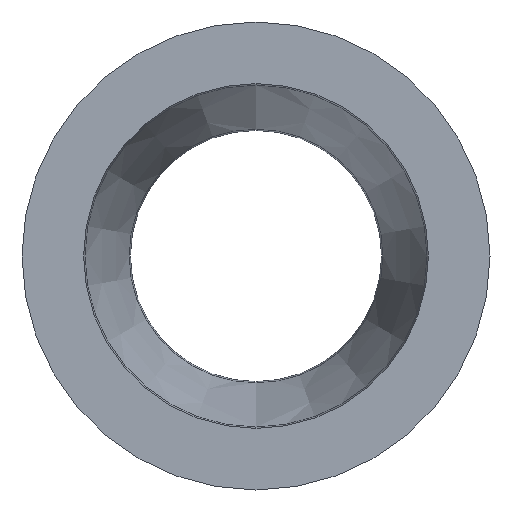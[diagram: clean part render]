
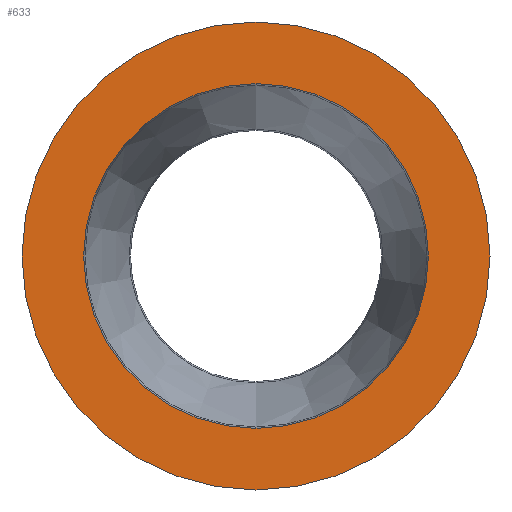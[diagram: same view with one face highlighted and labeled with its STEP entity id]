
A CAD part, left-side view. The second image highlights one B-rep face of the part: STEP entity #633.
In plain terms, the highlighted planar face has unit normal (-1, 0, 0).
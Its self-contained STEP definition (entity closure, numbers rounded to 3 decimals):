
#23 = EDGE_CURVE ( 'NONE', #1090, #569, #1004, .T. ) ;
#55 = VERTEX_POINT ( 'NONE', #1145 ) ;
#64 = EDGE_CURVE ( 'NONE', #138, #55, #780, .T. ) ;
#88 = EDGE_CURVE ( 'NONE', #55, #138, #440, .T. ) ;
#110 = DIRECTION ( 'NONE',  ( -1., 0., 0. ) ) ;
#112 = EDGE_CURVE ( 'NONE', #569, #1090, #697, .T. ) ;
#114 = CARTESIAN_POINT ( 'NONE',  ( -63., 0., 0. ) ) ;
#116 = FACE_OUTER_BOUND ( 'NONE', #643, .T. ) ;
#138 = VERTEX_POINT ( 'NONE', #445 ) ;
#194 = DIRECTION ( 'NONE',  ( -1., 0., 0. ) ) ;
#204 = DIRECTION ( 'NONE',  ( -1., 0., 0. ) ) ;
#220 = DIRECTION ( 'NONE',  ( 0., 0., 1. ) ) ;
#224 = EDGE_LOOP ( 'NONE', ( #985, #442 ) ) ;
#235 = CARTESIAN_POINT ( 'NONE',  ( -63., 0., 35. ) ) ;
#247 = AXIS2_PLACEMENT_3D ( 'NONE', #719, #110, #810 ) ;
#318 = AXIS2_PLACEMENT_3D ( 'NONE', #114, #815, #220 ) ;
#359 = PLANE ( 'NONE',  #458 ) ;
#416 = ORIENTED_EDGE ( 'NONE', *, *, #88, .T. ) ;
#440 = CIRCLE ( 'NONE', #247, 47.5 ) ;
#442 = ORIENTED_EDGE ( 'NONE', *, *, #23, .F. ) ;
#445 = CARTESIAN_POINT ( 'NONE',  ( -63., 0., 47.5 ) ) ;
#458 = AXIS2_PLACEMENT_3D ( 'NONE', #772, #1178, #682 ) ;
#569 = VERTEX_POINT ( 'NONE', #235 ) ;
#603 = ORIENTED_EDGE ( 'NONE', *, *, #64, .T. ) ;
#633 = ADVANCED_FACE ( 'NONE', ( #845, #116 ), #359, .F. ) ;
#643 = EDGE_LOOP ( 'NONE', ( #603, #416 ) ) ;
#682 = DIRECTION ( 'NONE',  ( 0., 0., -1. ) ) ;
#697 = CIRCLE ( 'NONE', #318, 35. ) ;
#719 = CARTESIAN_POINT ( 'NONE',  ( -63., 0., 0. ) ) ;
#772 = CARTESIAN_POINT ( 'NONE',  ( -63., 47.5, 0. ) ) ;
#780 = CIRCLE ( 'NONE', #1200, 47.5 ) ;
#801 = CARTESIAN_POINT ( 'NONE',  ( -63., 0., 0. ) ) ;
#810 = DIRECTION ( 'NONE',  ( 0., 0., 1. ) ) ;
#815 = DIRECTION ( 'NONE',  ( -1., 0., 0. ) ) ;
#818 = CARTESIAN_POINT ( 'NONE',  ( -63., 0., -35. ) ) ;
#845 = FACE_BOUND ( 'NONE', #224, .T. ) ;
#884 = DIRECTION ( 'NONE',  ( 0., 0., 1. ) ) ;
#985 = ORIENTED_EDGE ( 'NONE', *, *, #112, .F. ) ;
#1004 = CIRCLE ( 'NONE', #1085, 35. ) ;
#1047 = DIRECTION ( 'NONE',  ( 0., 0., 1. ) ) ;
#1059 = CARTESIAN_POINT ( 'NONE',  ( -63., 0., 0. ) ) ;
#1085 = AXIS2_PLACEMENT_3D ( 'NONE', #801, #204, #884 ) ;
#1090 = VERTEX_POINT ( 'NONE', #818 ) ;
#1145 = CARTESIAN_POINT ( 'NONE',  ( -63., 0., -47.5 ) ) ;
#1178 = DIRECTION ( 'NONE',  ( 1., 0., 0. ) ) ;
#1200 = AXIS2_PLACEMENT_3D ( 'NONE', #1059, #194, #1047 ) ;
